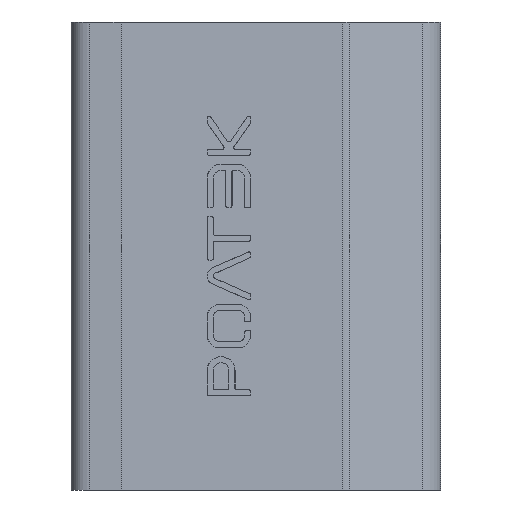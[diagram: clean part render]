
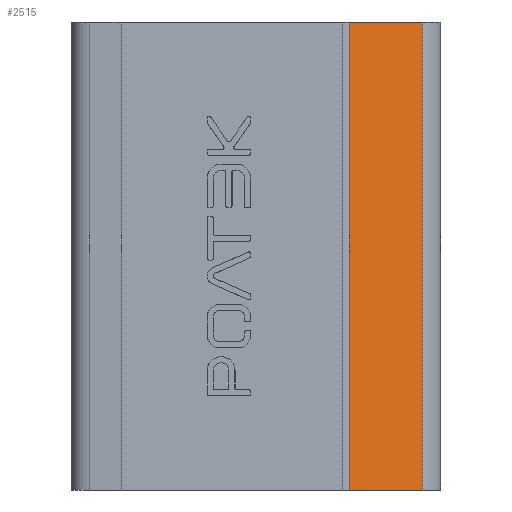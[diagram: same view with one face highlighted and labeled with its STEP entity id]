
A CAD part, left-side view. The second image highlights one B-rep face of the part: STEP entity #2515.
In plain terms, the highlighted planar face has unit normal (-0.94, -0.342, 0).
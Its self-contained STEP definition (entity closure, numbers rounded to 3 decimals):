
#2515=ADVANCED_FACE('',(#4871),#4873,.F.);
#4871=FACE_BOUND('',#4872,.T.);
#4872=EDGE_LOOP('',(#6526,#6527,#6528,#6529));
#4873=PLANE('',#4874);
#4874=AXIS2_PLACEMENT_3D('',#4875,#4876,#4877);
#4875=CARTESIAN_POINT('',(23.498,-9.599,0.));
#4876=DIRECTION('',(0.94,0.342,0.));
#4877=DIRECTION('',(0.,0.,-1.));
#6526=ORIENTED_EDGE('',*,*,#7673,.T.);
#6527=ORIENTED_EDGE('',*,*,#7667,.F.);
#6528=ORIENTED_EDGE('',*,*,#7225,.T.);
#6529=ORIENTED_EDGE('',*,*,#7223,.F.);
#7223=EDGE_CURVE('',#8361,#7893,#8363,.T.);
#7225=EDGE_CURVE('',#8355,#7893,#8365,.T.);
#7667=EDGE_CURVE('',#8355,#9025,#9029,.T.);
#7673=EDGE_CURVE('',#8361,#9025,#9037,.T.);
#7893=VERTEX_POINT('',#9506);
#8355=VERTEX_POINT('',#10560);
#8361=VERTEX_POINT('',#10575);
#8363=LINE('',#10579,#10580);
#8365=LINE('',#10585,#10586);
#9025=VERTEX_POINT('',#12233);
#9029=LINE('',#12241,#12242);
#9037=LINE('',#12263,#12264);
#9506=CARTESIAN_POINT('',(36.238,-44.602,-75.));
#10560=CARTESIAN_POINT('',(36.238,-44.602,0.));
#10575=CARTESIAN_POINT('',(40.497,-56.306,-75.));
#10579=CARTESIAN_POINT('',(40.497,-56.306,-75.));
#10580=VECTOR('',#10581,1.);
#10581=DIRECTION('',(-0.342,0.94,0.));
#10585=CARTESIAN_POINT('',(36.238,-44.602,0.));
#10586=VECTOR('',#10587,1.);
#10587=DIRECTION('',(0.,0.,-1.));
#12233=CARTESIAN_POINT('',(40.497,-56.306,0.));
#12241=CARTESIAN_POINT('',(36.238,-44.602,0.));
#12242=VECTOR('',#12243,1.);
#12243=DIRECTION('',(0.342,-0.94,0.));
#12263=CARTESIAN_POINT('',(40.497,-56.306,-75.));
#12264=VECTOR('',#12265,1.);
#12265=DIRECTION('',(0.,0.,1.));
